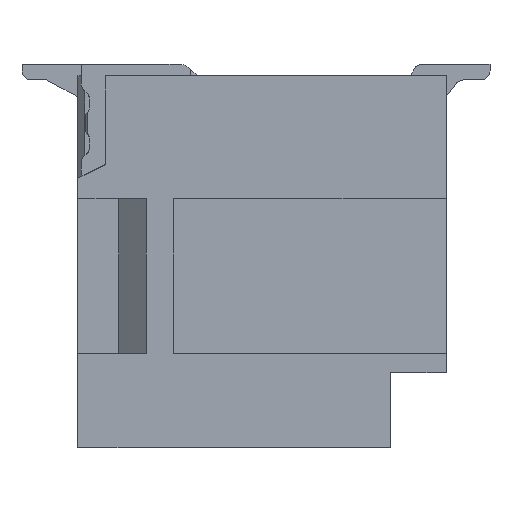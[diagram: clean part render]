
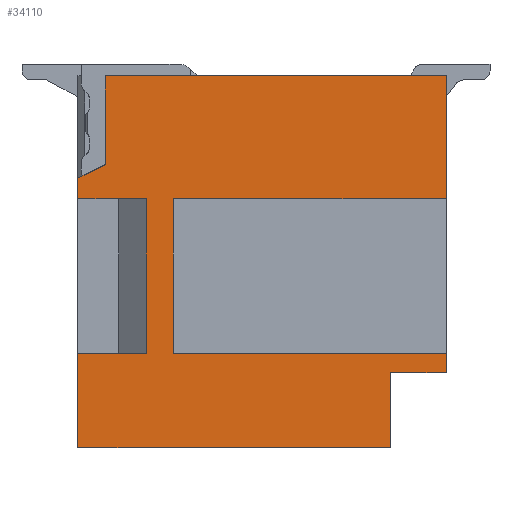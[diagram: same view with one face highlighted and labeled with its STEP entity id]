
A CAD part, front view. The second image highlights one B-rep face of the part: STEP entity #34110.
In plain terms, the highlighted planar face has unit normal (0, -1, 0).
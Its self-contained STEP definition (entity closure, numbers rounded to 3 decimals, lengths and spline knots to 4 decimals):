
#754 = VERTEX_POINT ( 'NONE', #4910 ) ;
#1679 = EDGE_CURVE ( 'NONE', #74284, #92778, #23027, .T. ) ;
#3435 = ORIENTED_EDGE ( 'NONE', *, *, #29716, .F. ) ;
#3508 = DIRECTION ( 'NONE',  ( 0.894, 0., 0.447 ) ) ;
#3845 = CARTESIAN_POINT ( 'NONE',  ( 0.4, -10.5, 0. ) ) ;
#3855 = EDGE_CURVE ( 'NONE', #16393, #52705, #76706, .T. ) ;
#4398 = CARTESIAN_POINT ( 'NONE',  ( 1., -10.5, -1.8 ) ) ;
#4495 = CARTESIAN_POINT ( 'NONE',  ( 0., -10.5, -4.07 ) ) ;
#4664 = VECTOR ( 'NONE', #39507, 1000. ) ;
#4910 = CARTESIAN_POINT ( 'NONE',  ( 1.4, -10.5, -1.8 ) ) ;
#6770 = CARTESIAN_POINT ( 'NONE',  ( 4.58, -10.5, -4.23 ) ) ;
#6917 = VERTEX_POINT ( 'NONE', #36504 ) ;
#7365 = VERTEX_POINT ( 'NONE', #4495 ) ;
#8180 = ORIENTED_EDGE ( 'NONE', *, *, #12176, .F. ) ;
#8488 = EDGE_CURVE ( 'NONE', #7365, #57118, #76459, .T. ) ;
#9128 = VECTOR ( 'NONE', #9411, 1000. ) ;
#9411 = DIRECTION ( 'NONE',  ( 1., 0., 0. ) ) ;
#11977 = CARTESIAN_POINT ( 'NONE',  ( -0.1073, -10.5, -1.5537 ) ) ;
#12176 = EDGE_CURVE ( 'NONE', #6917, #33175, #13116, .T. ) ;
#13116 = LINE ( 'NONE', #6770, #45228 ) ;
#13490 = ORIENTED_EDGE ( 'NONE', *, *, #28297, .F. ) ;
#15417 = PLANE ( 'NONE',  #54231 ) ;
#15602 = CARTESIAN_POINT ( 'NONE',  ( 0., -10.5, -5.45 ) ) ;
#16393 = VERTEX_POINT ( 'NONE', #85172 ) ;
#17262 = VERTEX_POINT ( 'NONE', #85884 ) ;
#18015 = CARTESIAN_POINT ( 'NONE',  ( 0., -10.5, -5.57 ) ) ;
#18604 = EDGE_CURVE ( 'NONE', #33175, #84036, #41507, .T. ) ;
#19149 = ORIENTED_EDGE ( 'NONE', *, *, #32634, .F. ) ;
#19319 = DIRECTION ( 'NONE',  ( -1., 0., 0. ) ) ;
#19704 = VECTOR ( 'NONE', #42934, 1000. ) ;
#19866 = VECTOR ( 'NONE', #3508, 1000. ) ;
#22272 = DIRECTION ( 'NONE',  ( 0., 0., 1. ) ) ;
#23027 = LINE ( 'NONE', #11977, #19866 ) ;
#23205 = DIRECTION ( 'NONE',  ( 0., 1., 0. ) ) ;
#24632 = ORIENTED_EDGE ( 'NONE', *, *, #60393, .F. ) ;
#24697 = EDGE_CURVE ( 'NONE', #90309, #6917, #64049, .T. ) ;
#25877 = DIRECTION ( 'NONE',  ( 0., 0., 1. ) ) ;
#25894 = LINE ( 'NONE', #100081, #93157 ) ;
#25896 = VECTOR ( 'NONE', #97807, 1000. ) ;
#26315 = CARTESIAN_POINT ( 'NONE',  ( 5.4, -10.5, 0. ) ) ;
#26516 = VECTOR ( 'NONE', #19319, 1000. ) ;
#26873 = CARTESIAN_POINT ( 'NONE',  ( 0.4, -10.5, -1.42 ) ) ;
#28297 = EDGE_CURVE ( 'NONE', #73514, #17262, #66792, .T. ) ;
#28367 = FACE_OUTER_BOUND ( 'NONE', #93048, .T. ) ;
#29603 = ORIENTED_EDGE ( 'NONE', *, *, #1679, .F. ) ;
#29716 = EDGE_CURVE ( 'NONE', #85454, #73514, #82881, .T. ) ;
#31552 = VECTOR ( 'NONE', #87339, 1000. ) ;
#31631 = ORIENTED_EDGE ( 'NONE', *, *, #66573, .F. ) ;
#32634 = EDGE_CURVE ( 'NONE', #84036, #7365, #35978, .T. ) ;
#33175 = VERTEX_POINT ( 'NONE', #36959 ) ;
#33783 = CARTESIAN_POINT ( 'NONE',  ( 5.52, -10.5, -4.35 ) ) ;
#34110 = ADVANCED_FACE ( 'NONE', ( #28367 ), #15417, .F. ) ;
#34687 = DIRECTION ( 'NONE',  ( 0., 0., -1. ) ) ;
#35748 = CARTESIAN_POINT ( 'NONE',  ( 1.4, -10.5, -1.68 ) ) ;
#35978 = LINE ( 'NONE', #18015, #65330 ) ;
#36504 = CARTESIAN_POINT ( 'NONE',  ( 4.58, -10.5, -4.35 ) ) ;
#36959 = CARTESIAN_POINT ( 'NONE',  ( 4.58, -10.5, -5.45 ) ) ;
#39507 = DIRECTION ( 'NONE',  ( -1., 0., 0. ) ) ;
#41073 = CARTESIAN_POINT ( 'NONE',  ( -0.12, -10.5, 0.12 ) ) ;
#41451 = ORIENTED_EDGE ( 'NONE', *, *, #18604, .F. ) ;
#41507 = LINE ( 'NONE', #62264, #4664 ) ;
#41671 = DIRECTION ( 'NONE',  ( 1., 0., 0. ) ) ;
#42144 = VECTOR ( 'NONE', #41671, 1000. ) ;
#42859 = DIRECTION ( 'NONE',  ( 1., 0., 0. ) ) ;
#42934 = DIRECTION ( 'NONE',  ( 0., 0., -1. ) ) ;
#44166 = CARTESIAN_POINT ( 'NONE',  ( 5.4, -10.5, 0.12 ) ) ;
#45228 = VECTOR ( 'NONE', #34687, 1000. ) ;
#46700 = VERTEX_POINT ( 'NONE', #88769 ) ;
#49635 = DIRECTION ( 'NONE',  ( 0., 0., 1. ) ) ;
#51972 = LINE ( 'NONE', #35748, #19704 ) ;
#52705 = VERTEX_POINT ( 'NONE', #54604 ) ;
#53667 = LINE ( 'NONE', #98327, #87188 ) ;
#54231 = AXIS2_PLACEMENT_3D ( 'NONE', #41073, #23205, #63832 ) ;
#54604 = CARTESIAN_POINT ( 'NONE',  ( 5.4, -10.5, -4.07 ) ) ;
#57118 = VERTEX_POINT ( 'NONE', #96902 ) ;
#59854 = VECTOR ( 'NONE', #49635, 1000. ) ;
#60393 = EDGE_CURVE ( 'NONE', #57118, #71011, #25894, .T. ) ;
#60715 = LINE ( 'NONE', #26873, #59854 ) ;
#62264 = CARTESIAN_POINT ( 'NONE',  ( 4.7, -10.5, -5.45 ) ) ;
#63161 = ORIENTED_EDGE ( 'NONE', *, *, #8488, .F. ) ;
#63765 = CARTESIAN_POINT ( 'NONE',  ( 5.52, -10.5, -4.07 ) ) ;
#63832 = DIRECTION ( 'NONE',  ( 1., 0., 0. ) ) ;
#64049 = LINE ( 'NONE', #33783, #98721 ) ;
#65330 = VECTOR ( 'NONE', #25877, 1000. ) ;
#66573 = EDGE_CURVE ( 'NONE', #46700, #74284, #53667, .T. ) ;
#66792 = LINE ( 'NONE', #44166, #31552 ) ;
#66964 = CARTESIAN_POINT ( 'NONE',  ( -0.12, -10.5, 0. ) ) ;
#67817 = CARTESIAN_POINT ( 'NONE',  ( 5.4, -10.5, -4.35 ) ) ;
#68187 = ORIENTED_EDGE ( 'NONE', *, *, #87340, .F. ) ;
#69989 = CARTESIAN_POINT ( 'NONE',  ( 0., -10.5, -1.5 ) ) ;
#71011 = VERTEX_POINT ( 'NONE', #4398 ) ;
#73514 = VERTEX_POINT ( 'NONE', #26315 ) ;
#74284 = VERTEX_POINT ( 'NONE', #69989 ) ;
#74334 = DIRECTION ( 'NONE',  ( -1., 0., 0. ) ) ;
#74656 = ORIENTED_EDGE ( 'NONE', *, *, #3855, .F. ) ;
#74821 = ORIENTED_EDGE ( 'NONE', *, *, #93735, .F. ) ;
#75379 = CARTESIAN_POINT ( 'NONE',  ( 0.4, -10.5, -1.3 ) ) ;
#76147 = DIRECTION ( 'NONE',  ( 0., 0., -1. ) ) ;
#76459 = LINE ( 'NONE', #81806, #9128 ) ;
#76706 = LINE ( 'NONE', #63765, #42144 ) ;
#77680 = ORIENTED_EDGE ( 'NONE', *, *, #99788, .F. ) ;
#80221 = EDGE_CURVE ( 'NONE', #92778, #85454, #60715, .T. ) ;
#80546 = VECTOR ( 'NONE', #42859, 1000. ) ;
#81806 = CARTESIAN_POINT ( 'NONE',  ( 5.52, -10.5, -4.07 ) ) ;
#82813 = ORIENTED_EDGE ( 'NONE', *, *, #96213, .F. ) ;
#82881 = LINE ( 'NONE', #66964, #80546 ) ;
#84036 = VERTEX_POINT ( 'NONE', #15602 ) ;
#84373 = ORIENTED_EDGE ( 'NONE', *, *, #80221, .F. ) ;
#85172 = CARTESIAN_POINT ( 'NONE',  ( 1.4, -10.5, -4.07 ) ) ;
#85454 = VERTEX_POINT ( 'NONE', #3845 ) ;
#85884 = CARTESIAN_POINT ( 'NONE',  ( 5.4, -10.5, -1.8 ) ) ;
#87188 = VECTOR ( 'NONE', #97642, 1000. ) ;
#87339 = DIRECTION ( 'NONE',  ( 0., 0., -1. ) ) ;
#87340 = EDGE_CURVE ( 'NONE', #17262, #754, #92744, .T. ) ;
#88519 = CARTESIAN_POINT ( 'NONE',  ( -0.12, -10.5, -1.8 ) ) ;
#88769 = CARTESIAN_POINT ( 'NONE',  ( 0., -10.5, -1.8 ) ) ;
#89851 = CARTESIAN_POINT ( 'NONE',  ( -0.12, -10.5, -1.8 ) ) ;
#90309 = VERTEX_POINT ( 'NONE', #67817 ) ;
#92418 = CARTESIAN_POINT ( 'NONE',  ( 5.4, -10.5, 0.12 ) ) ;
#92744 = LINE ( 'NONE', #88519, #26516 ) ;
#92778 = VERTEX_POINT ( 'NONE', #75379 ) ;
#93048 = EDGE_LOOP ( 'NONE', ( #31631, #77680, #24632, #63161, #19149, #41451, #8180, #99693, #82813, #74656, #74821, #68187, #13490, #3435, #84373, #29603 ) ) ;
#93157 = VECTOR ( 'NONE', #22272, 1000. ) ;
#93322 = LINE ( 'NONE', #89851, #25896 ) ;
#93735 = EDGE_CURVE ( 'NONE', #754, #16393, #51972, .T. ) ;
#96213 = EDGE_CURVE ( 'NONE', #52705, #90309, #96917, .T. ) ;
#96902 = CARTESIAN_POINT ( 'NONE',  ( 1., -10.5, -4.07 ) ) ;
#96917 = LINE ( 'NONE', #92418, #97782 ) ;
#97642 = DIRECTION ( 'NONE',  ( 0., 0., 1. ) ) ;
#97782 = VECTOR ( 'NONE', #76147, 1000. ) ;
#97807 = DIRECTION ( 'NONE',  ( -1., 0., 0. ) ) ;
#98327 = CARTESIAN_POINT ( 'NONE',  ( 0., -10.5, -5.57 ) ) ;
#98721 = VECTOR ( 'NONE', #74334, 1000. ) ;
#99693 = ORIENTED_EDGE ( 'NONE', *, *, #24697, .F. ) ;
#99788 = EDGE_CURVE ( 'NONE', #71011, #46700, #93322, .T. ) ;
#100081 = CARTESIAN_POINT ( 'NONE',  ( 1., -10.5, -1.68 ) ) ;
